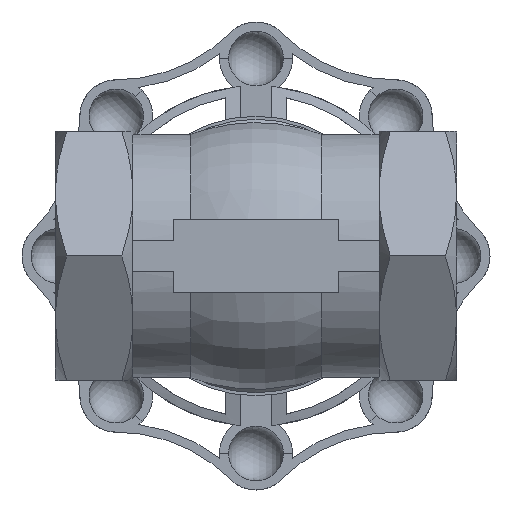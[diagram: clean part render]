
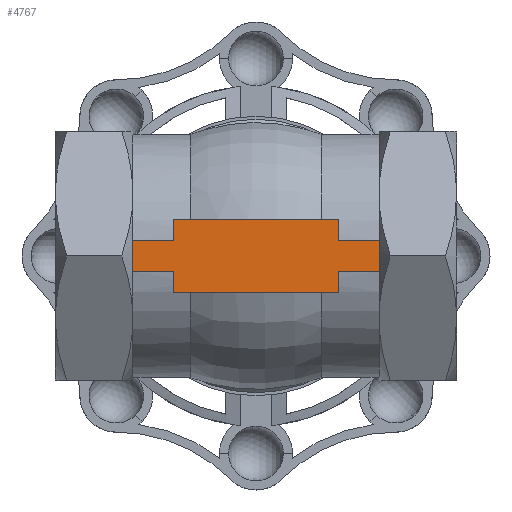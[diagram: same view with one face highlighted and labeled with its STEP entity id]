
A CAD part, front view. The second image highlights one B-rep face of the part: STEP entity #4767.
In plain terms, the highlighted planar face has unit normal (0, -1, 0).
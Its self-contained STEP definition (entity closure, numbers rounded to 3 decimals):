
#360=LINE('',#6997,#649);
#361=LINE('',#7000,#650);
#362=LINE('',#7002,#651);
#363=LINE('',#7004,#652);
#364=LINE('',#7006,#653);
#365=LINE('',#7008,#654);
#366=LINE('',#7010,#655);
#367=LINE('',#7012,#656);
#368=LINE('',#7014,#657);
#369=LINE('',#7016,#658);
#370=LINE('',#7018,#659);
#371=LINE('',#7020,#660);
#649=VECTOR('',#5630,1000.);
#650=VECTOR('',#5631,1000.);
#651=VECTOR('',#5632,1000.);
#652=VECTOR('',#5633,1000.);
#653=VECTOR('',#5634,1000.);
#654=VECTOR('',#5635,1000.);
#655=VECTOR('',#5636,1000.);
#656=VECTOR('',#5637,1000.);
#657=VECTOR('',#5638,1000.);
#658=VECTOR('',#5639,1000.);
#659=VECTOR('',#5640,1000.);
#660=VECTOR('',#5641,1000.);
#1217=ORIENTED_EDGE('',*,*,#2721,.T.);
#1218=ORIENTED_EDGE('',*,*,#2722,.T.);
#1219=ORIENTED_EDGE('',*,*,#2723,.T.);
#1220=ORIENTED_EDGE('',*,*,#2724,.T.);
#1221=ORIENTED_EDGE('',*,*,#2725,.T.);
#1222=ORIENTED_EDGE('',*,*,#2726,.T.);
#1223=ORIENTED_EDGE('',*,*,#2727,.T.);
#1224=ORIENTED_EDGE('',*,*,#2728,.T.);
#1225=ORIENTED_EDGE('',*,*,#2729,.T.);
#1226=ORIENTED_EDGE('',*,*,#2730,.T.);
#1227=ORIENTED_EDGE('',*,*,#2731,.T.);
#1228=ORIENTED_EDGE('',*,*,#2732,.T.);
#2721=EDGE_CURVE('',#3473,#3474,#360,.T.);
#2722=EDGE_CURVE('',#3474,#3475,#361,.T.);
#2723=EDGE_CURVE('',#3475,#3476,#362,.T.);
#2724=EDGE_CURVE('',#3476,#3477,#363,.T.);
#2725=EDGE_CURVE('',#3477,#3478,#364,.T.);
#2726=EDGE_CURVE('',#3478,#3479,#365,.T.);
#2727=EDGE_CURVE('',#3479,#3480,#366,.T.);
#2728=EDGE_CURVE('',#3480,#3481,#367,.T.);
#2729=EDGE_CURVE('',#3481,#3482,#368,.T.);
#2730=EDGE_CURVE('',#3482,#3483,#369,.T.);
#2731=EDGE_CURVE('',#3483,#3484,#370,.T.);
#2732=EDGE_CURVE('',#3484,#3473,#371,.T.);
#3473=VERTEX_POINT('',#6998);
#3474=VERTEX_POINT('',#6999);
#3475=VERTEX_POINT('',#7001);
#3476=VERTEX_POINT('',#7003);
#3477=VERTEX_POINT('',#7005);
#3478=VERTEX_POINT('',#7007);
#3479=VERTEX_POINT('',#7009);
#3480=VERTEX_POINT('',#7011);
#3481=VERTEX_POINT('',#7013);
#3482=VERTEX_POINT('',#7015);
#3483=VERTEX_POINT('',#7017);
#3484=VERTEX_POINT('',#7019);
#3962=EDGE_LOOP('',(#1217,#1218,#1219,#1220,#1221,#1222,#1223,#1224,#1225,
#1226,#1227,#1228));
#4297=FACE_BOUND('',#3962,.T.);
#4630=PLANE('',#5075);
#4767=ADVANCED_FACE('',(#4297),#4630,.T.);
#5075=AXIS2_PLACEMENT_3D('',#6996,#5628,#5629);
#5628=DIRECTION('',(0.,-1.,0.));
#5629=DIRECTION('',(0.,0.,-1.));
#5630=DIRECTION('',(0.,0.,-1.));
#5631=DIRECTION('',(1.,0.,0.));
#5632=DIRECTION('',(0.,0.,-1.));
#5633=DIRECTION('',(1.,0.,0.));
#5634=DIRECTION('',(0.,0.,1.));
#5635=DIRECTION('',(1.,0.,0.));
#5636=DIRECTION('',(0.,0.,1.));
#5637=DIRECTION('',(-1.,0.,0.));
#5638=DIRECTION('',(0.,0.,1.));
#5639=DIRECTION('',(-1.,0.,0.));
#5640=DIRECTION('',(0.,0.,-1.));
#5641=DIRECTION('',(-1.,0.,0.));
#6996=CARTESIAN_POINT('',(-20.25,-22.,-2.5));
#6997=CARTESIAN_POINT('',(-20.25,-22.,2.5));
#6998=CARTESIAN_POINT('',(-20.25,-22.,2.5));
#6999=CARTESIAN_POINT('',(-20.25,-22.,-2.5));
#7000=CARTESIAN_POINT('',(-20.25,-22.,-2.5));
#7001=CARTESIAN_POINT('',(-13.5,-22.,-2.5));
#7002=CARTESIAN_POINT('',(-13.5,-22.,-2.5));
#7003=CARTESIAN_POINT('',(-13.5,-22.,-6.));
#7004=CARTESIAN_POINT('',(13.5,-22.,-6.));
#7005=CARTESIAN_POINT('',(13.5,-22.,-6.));
#7006=CARTESIAN_POINT('',(13.5,-22.,-2.5));
#7007=CARTESIAN_POINT('',(13.5,-22.,-2.5));
#7008=CARTESIAN_POINT('',(13.5,-22.,-2.5));
#7009=CARTESIAN_POINT('',(20.25,-22.,-2.5));
#7010=CARTESIAN_POINT('',(20.25,-22.,2.5));
#7011=CARTESIAN_POINT('',(20.25,-22.,2.5));
#7012=CARTESIAN_POINT('',(13.5,-22.,2.5));
#7013=CARTESIAN_POINT('',(13.5,-22.,2.5));
#7014=CARTESIAN_POINT('',(13.5,-22.,6.));
#7015=CARTESIAN_POINT('',(13.5,-22.,6.));
#7016=CARTESIAN_POINT('',(13.5,-22.,6.));
#7017=CARTESIAN_POINT('',(-13.5,-22.,6.));
#7018=CARTESIAN_POINT('',(-13.5,-22.,6.));
#7019=CARTESIAN_POINT('',(-13.5,-22.,2.5));
#7020=CARTESIAN_POINT('',(-20.25,-22.,2.5));
